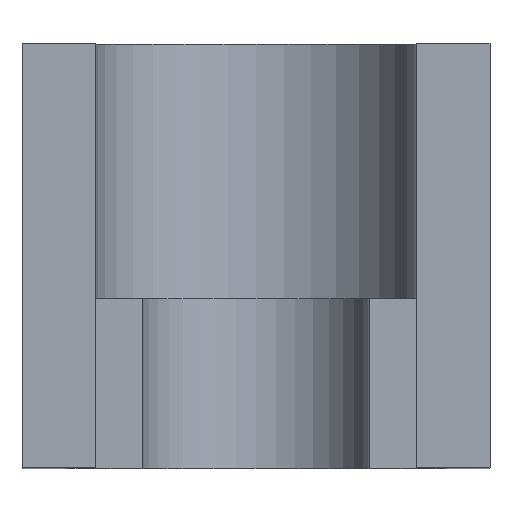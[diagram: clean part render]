
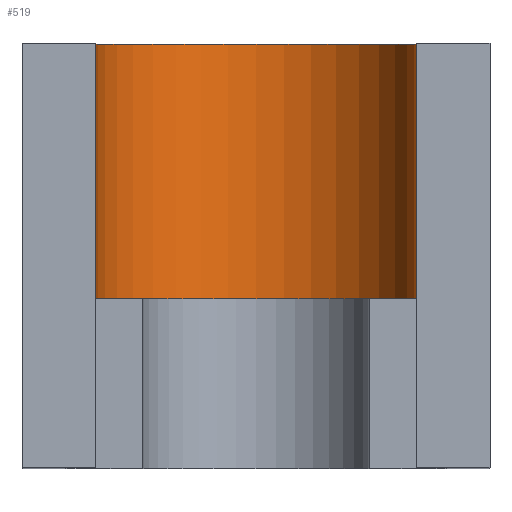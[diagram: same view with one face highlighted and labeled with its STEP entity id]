
A CAD part, top view. The second image highlights one B-rep face of the part: STEP entity #519.
In plain terms, the highlighted cylindrical face has radius 7.55 mm (diameter 15.1 mm), a partial arc.
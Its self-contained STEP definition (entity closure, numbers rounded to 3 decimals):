
#66=FACE_OUTER_BOUND('',#100,.T.);
#100=EDGE_LOOP('',(#415,#416,#417,#418));
#136=LINE('',#835,#181);
#138=LINE('',#841,#183);
#181=VECTOR('',#688,10.);
#183=VECTOR('',#692,10.);
#230=CIRCLE('',#584,7.55);
#231=CIRCLE('',#586,7.55);
#253=VERTEX_POINT('',#824);
#258=VERTEX_POINT('',#833);
#260=VERTEX_POINT('',#838);
#261=VERTEX_POINT('',#840);
#313=EDGE_CURVE('',#258,#253,#136,.T.);
#315=EDGE_CURVE('',#261,#260,#138,.T.);
#325=EDGE_CURVE('',#261,#258,#230,.T.);
#326=EDGE_CURVE('',#260,#253,#231,.T.);
#415=ORIENTED_EDGE('',*,*,#313,.F.);
#416=ORIENTED_EDGE('',*,*,#325,.F.);
#417=ORIENTED_EDGE('',*,*,#315,.T.);
#418=ORIENTED_EDGE('',*,*,#326,.T.);
#497=CYLINDRICAL_SURFACE('',#585,7.55);
#519=ADVANCED_FACE('',(#66),#497,.F.);
#584=AXIS2_PLACEMENT_3D('',#859,#705,#706);
#585=AXIS2_PLACEMENT_3D('',#860,#707,#708);
#586=AXIS2_PLACEMENT_3D('',#861,#709,#710);
#688=DIRECTION('',(0.,-1.,0.));
#692=DIRECTION('',(0.,-1.,0.));
#705=DIRECTION('center_axis',(0.,-1.,0.));
#706=DIRECTION('ref_axis',(1.,0.,0.));
#707=DIRECTION('center_axis',(0.,1.,0.));
#708=DIRECTION('ref_axis',(1.,0.,0.));
#709=DIRECTION('center_axis',(0.,-1.,0.));
#710=DIRECTION('ref_axis',(1.,0.,0.));
#824=CARTESIAN_POINT('',(7.55,3.,0.));
#833=CARTESIAN_POINT('',(7.55,15.,0.));
#835=CARTESIAN_POINT('',(7.55,0.,0.));
#838=CARTESIAN_POINT('',(-7.55,3.,0.));
#840=CARTESIAN_POINT('',(-7.55,15.,0.));
#841=CARTESIAN_POINT('',(-7.55,0.,0.));
#859=CARTESIAN_POINT('Origin',(0.,15.,0.));
#860=CARTESIAN_POINT('Origin',(0.,0.,0.));
#861=CARTESIAN_POINT('Origin',(0.,3.,0.));
